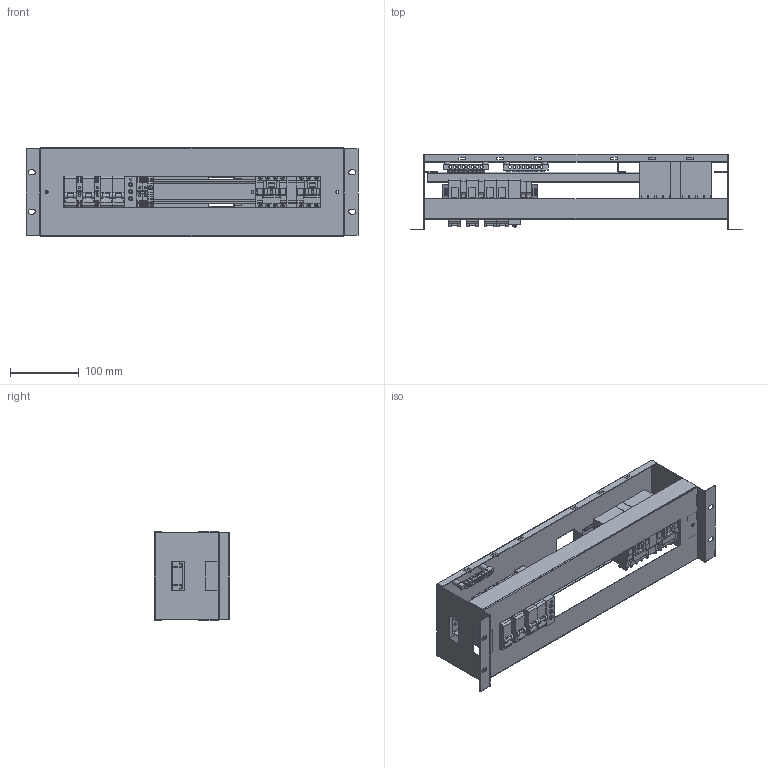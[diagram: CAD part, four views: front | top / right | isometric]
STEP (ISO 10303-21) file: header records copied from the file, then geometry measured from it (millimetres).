
FILE_DESCRIPTION(/* description */ (''),/* implementation_level */ '2;1');
FILE_NAME(/* name */ 'АВР',/* time_stamp */ '2020-07-15T17:18:00+07:00',/* author */ ('User'),/* organization */ (''),/* preprocessor_version */ 'ST-DEVELOPER v17',/* originating_system */ 'AutoCAD Mechanical',/* authorisation */ '');
FILE_SCHEMA (('AUTOMOTIVE_DESIGN { 1 0 10303 214 3 1 1 }'));
Products named in the file (1): Product
Bounding box: 482 x 110 x 128.7 mm (x, y, z)
Volume: 1018321.2 mm3; surface area: 558993.3 mm2
Topology: 94 solids, 100 shells, 2272 faces, 6024 edges, 4061 vertices
Faces by surface type: plane 1844, cylinder 427, sphere 1
Full cylindrical faces by diameter (mm): 2 x4, 3 x12, 3.5 x4, 4 x18, 4.5 x6, 4.9 x1, 5 x2, 5.5 x24, 5.9 x2, 6 x42, 8 x4, 13 x2
Entity records: 70408 total; most frequent: CARTESIAN_POINT 12357, ORIENTED_EDGE 12022, DIRECTION 11737, EDGE_CURVE 6019, LINE 4855, VECTOR 4855, VERTEX_POINT 4034, AXIS2_PLACEMENT_3D 3441
